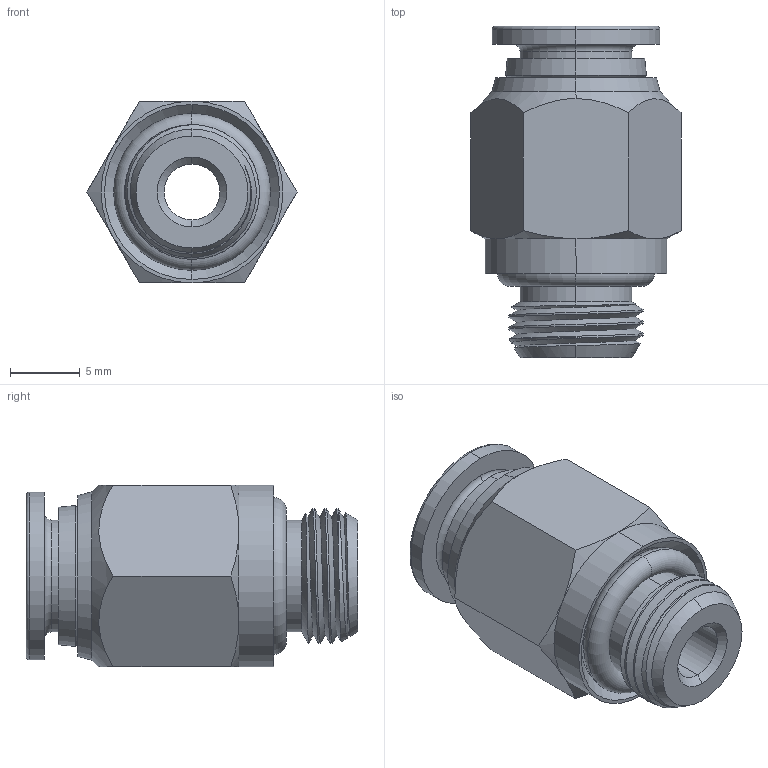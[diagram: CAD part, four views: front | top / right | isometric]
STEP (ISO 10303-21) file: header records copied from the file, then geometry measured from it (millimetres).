
FILE_DESCRIPTION (( 'STEP AP214' ), '1' );
FILE_NAME ('5902000003A.STEP', '2016-05-12T13:52:06', ( '' ), ( '' ), 'SwSTEP 2.0', 'SolidWorks 2016', '' );
FILE_SCHEMA (( 'AUTOMOTIVE_DESIGN' ));
Length unit declared in the file: millimetre
Products named in the file (1): 5902000003A
Bounding box: 15.01 x 23.7 x 13 mm (x, y, z)
Surface area: 1876.1 mm2 (no closed solid volume)
Topology: 0 solids, 5 shells, 115 faces, 286 edges, 182 vertices
Faces by surface type: bspline 30, cone 26, plane 26, cylinder 23, torus 10
Entity records: 6680 total; most frequent: CARTESIAN_POINT 2896, ORIENTED_EDGE 548, DIRECTION 443, EDGE_CURVE 286, VERTEX_POINT 182, AXIS2_PLACEMENT_3D 170, EDGE_LOOP 128, UNCERTAINTY_MEASURE_WITH_UNIT 117
